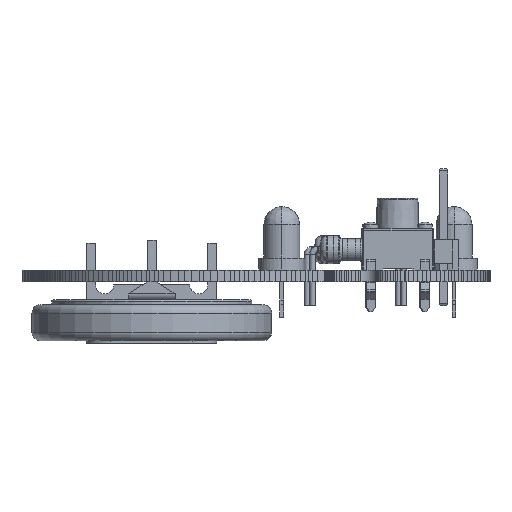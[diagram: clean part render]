
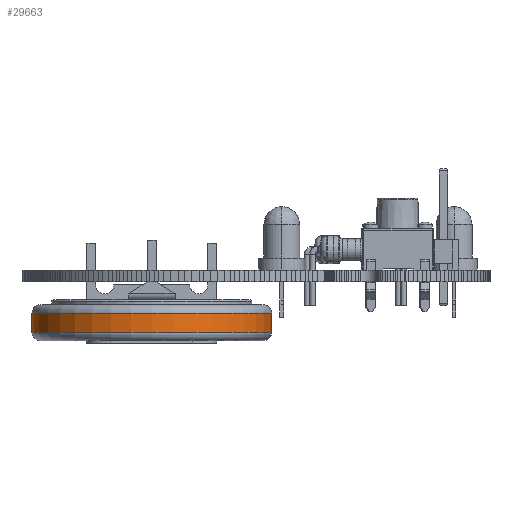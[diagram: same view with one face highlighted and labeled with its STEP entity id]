
A CAD part, left-side view. The second image highlights one B-rep face of the part: STEP entity #29663.
In plain terms, the highlighted cylindrical face has radius 10 mm (diameter 20 mm), a partial arc.
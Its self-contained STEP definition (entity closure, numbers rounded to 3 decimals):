
#29634 = VERTEX_POINT('',#29635);
#29635 = CARTESIAN_POINT('',(-0.05,2.6,-10.));
#29642 = EDGE_CURVE('',#29634,#29643,#29645,.T.);
#29643 = VERTEX_POINT('',#29644);
#29644 = CARTESIAN_POINT('',(-0.05,2.6,10.));
#29645 = CIRCLE('',#29646,10.);
#29646 = AXIS2_PLACEMENT_3D('',#29647,#29648,#29649);
#29647 = CARTESIAN_POINT('',(-0.05,2.6,0.));
#29648 = DIRECTION('',(0.,-1.,0.));
#29649 = DIRECTION('',(0.,0.,1.));
#29663 = ADVANCED_FACE('',(#29664),#29690,.T.);
#29664 = FACE_BOUND('',#29665,.T.);
#29665 = EDGE_LOOP('',(#29666,#29674,#29683,#29689));
#29666 = ORIENTED_EDGE('',*,*,#29667,.F.);
#29667 = EDGE_CURVE('',#29668,#29634,#29670,.T.);
#29668 = VERTEX_POINT('',#29669);
#29669 = CARTESIAN_POINT('',(-0.05,4.2,-10.));
#29670 = LINE('',#29671,#29672);
#29671 = CARTESIAN_POINT('',(-0.05,1.5,-10.));
#29672 = VECTOR('',#29673,1.);
#29673 = DIRECTION('',(0.,-1.,0.));
#29674 = ORIENTED_EDGE('',*,*,#29675,.T.);
#29675 = EDGE_CURVE('',#29668,#29676,#29678,.T.);
#29676 = VERTEX_POINT('',#29677);
#29677 = CARTESIAN_POINT('',(-0.05,4.2,10.));
#29678 = CIRCLE('',#29679,10.);
#29679 = AXIS2_PLACEMENT_3D('',#29680,#29681,#29682);
#29680 = CARTESIAN_POINT('',(-0.05,4.2,0.));
#29681 = DIRECTION('',(0.,-1.,0.));
#29682 = DIRECTION('',(0.,0.,1.));
#29683 = ORIENTED_EDGE('',*,*,#29684,.T.);
#29684 = EDGE_CURVE('',#29676,#29643,#29685,.T.);
#29685 = LINE('',#29686,#29687);
#29686 = CARTESIAN_POINT('',(-0.05,1.5,10.));
#29687 = VECTOR('',#29688,1.);
#29688 = DIRECTION('',(0.,-1.,0.));
#29689 = ORIENTED_EDGE('',*,*,#29642,.F.);
#29690 = CYLINDRICAL_SURFACE('',#29691,10.);
#29691 = AXIS2_PLACEMENT_3D('',#29692,#29693,#29694);
#29692 = CARTESIAN_POINT('',(-0.05,1.5,0.));
#29693 = DIRECTION('',(0.,-1.,0.));
#29694 = DIRECTION('',(0.,0.,1.));
